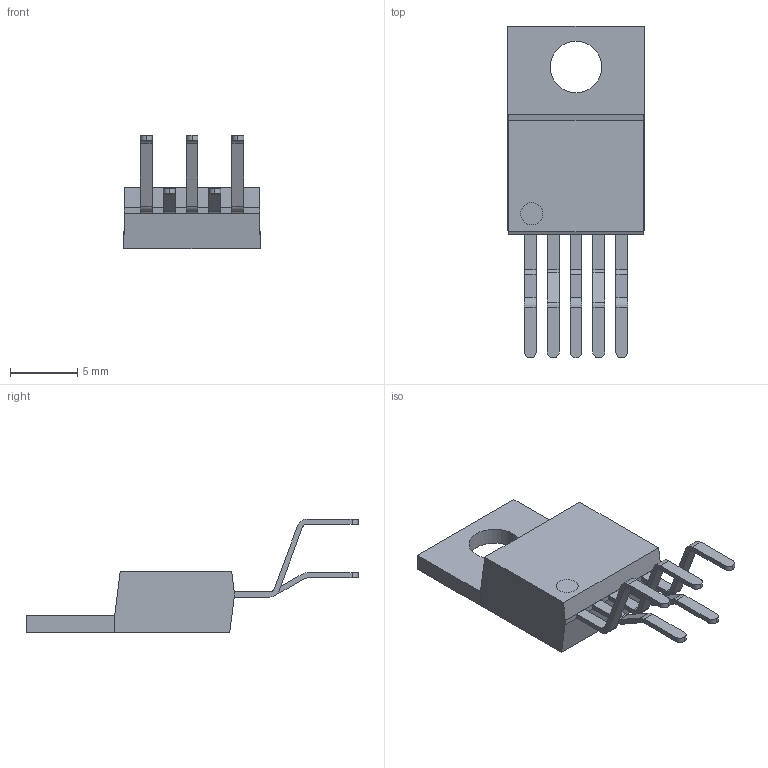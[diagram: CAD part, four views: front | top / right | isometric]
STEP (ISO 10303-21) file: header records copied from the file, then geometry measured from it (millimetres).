
FILE_DESCRIPTION (( 'STEP AP214' ), '1' );
FILE_NAME ('NDH5.STEP', '2020-08-13T18:45:13', ( '' ), ( '' ), 'SwSTEP 2.0', 'SolidWorks 2017', '' );
FILE_SCHEMA (( 'AUTOMOTIVE_DESIGN' ));
Length unit declared in the file: inch
Products named in the file (1): NDH5
Bounding box: 10.16 x 24.71 x 8.47 mm (x, y, z)
Volume: 487 mm3; surface area: 826.7 mm2
Topology: 8 solids, 8 shells, 128 faces, 331 edges, 220 vertices
Faces by surface type: plane 80, cylinder 48
Entity records: 4439 total; most frequent: DIRECTION 685, CARTESIAN_POINT 680, ORIENTED_EDGE 662, EDGE_CURVE 331, LINE 235, VECTOR 235, AXIS2_PLACEMENT_3D 225, VERTEX_POINT 220
